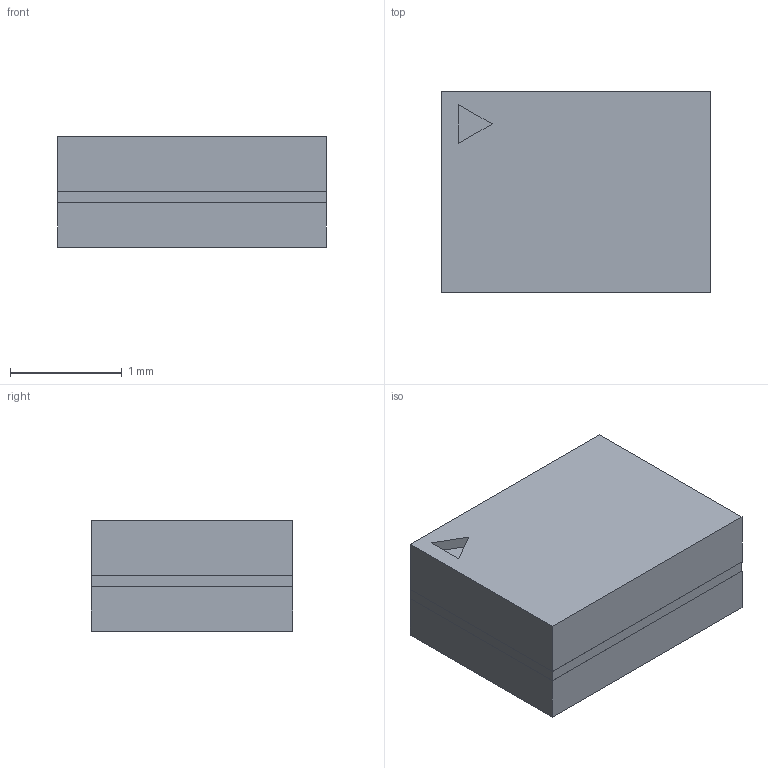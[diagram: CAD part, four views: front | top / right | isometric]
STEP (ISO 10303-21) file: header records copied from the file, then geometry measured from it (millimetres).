
FILE_DESCRIPTION (( 'STEP AP214' ), '1' );
FILE_NAME ('User Library-VEML6070.STEP', '2020-05-31T16:44:32', ( '' ), ( '' ), 'SwSTEP 2.0', 'SolidWorks 2019', '' );
FILE_SCHEMA (( 'AUTOMOTIVE_DESIGN' ));
Length unit declared in the file: millimetre
Products named in the file (1): User Library-VEML6070
Bounding box: 2.4 x 1.8 x 1 mm (x, y, z)
Volume: 4.3 mm3; surface area: 17.2 mm2
Topology: 1 solids, 1 shells, 50 faces, 117 edges, 78 vertices
Faces by surface type: plane 50
Entity records: 1611 total; most frequent: CARTESIAN_POINT 246, ORIENTED_EDGE 234, DIRECTION 219, LINE 117, VECTOR 117, EDGE_CURVE 117, VERTEX_POINT 78, EDGE_LOOP 59
